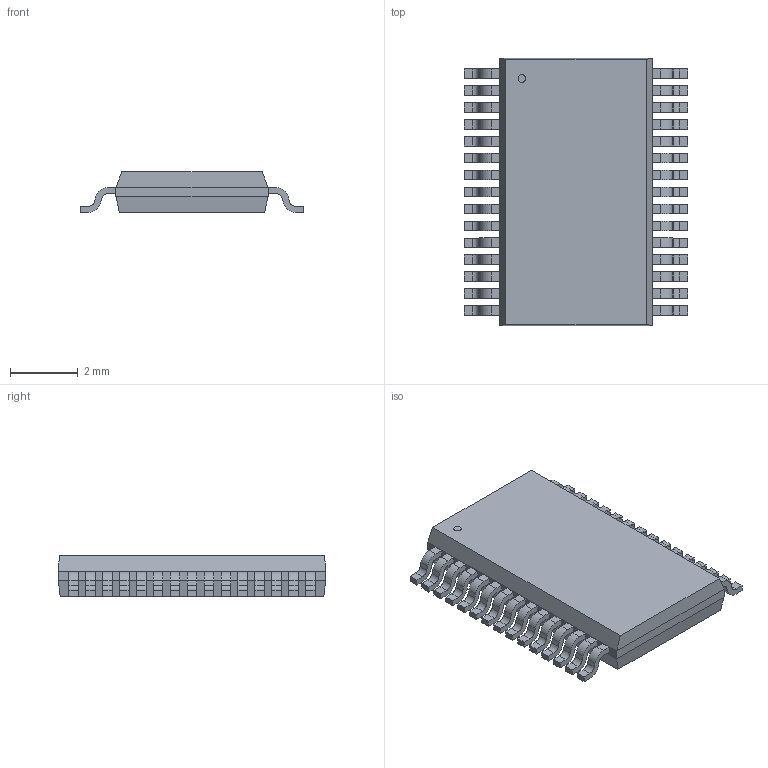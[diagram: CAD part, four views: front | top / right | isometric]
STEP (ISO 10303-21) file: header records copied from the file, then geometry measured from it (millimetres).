
FILE_DESCRIPTION(('STEP AP214'),'1');
FILE_NAME('DBT30_TEX-M','2020-09-29T23:29:57',(''),(''),'','','');
FILE_SCHEMA(('AUTOMOTIVE_DESIGN'));
Length unit declared in the file: millimetre
Products named in the file (1): product
Bounding box: 6.6 x 7.9 x 1.2 mm (x, y, z)
Volume: 43.3 mm3; surface area: 136.4 mm2
Topology: 32 solids, 32 shells, 437 faces, 1111 edges, 738 vertices
Faces by surface type: plane 316, cylinder 121
Full cylindrical faces by diameter (mm): 0.225 x1
Entity records: 12560 total; most frequent: DIRECTION 2230, ORIENTED_EDGE 2220, CARTESIAN_POINT 1299, EDGE_CURVE 1110, LINE 868, VECTOR 868, VERTEX_POINT 738, AXIS2_PLACEMENT_3D 681
